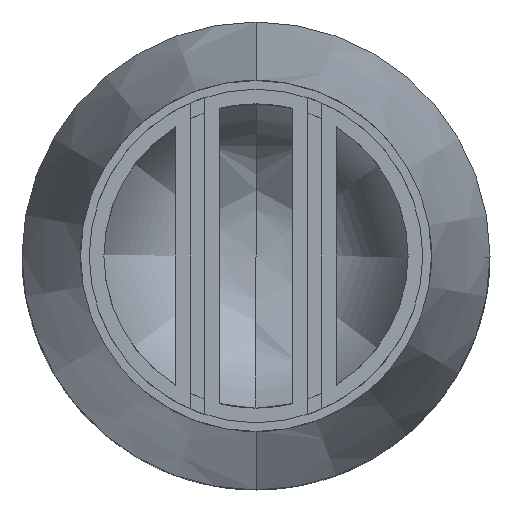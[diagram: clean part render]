
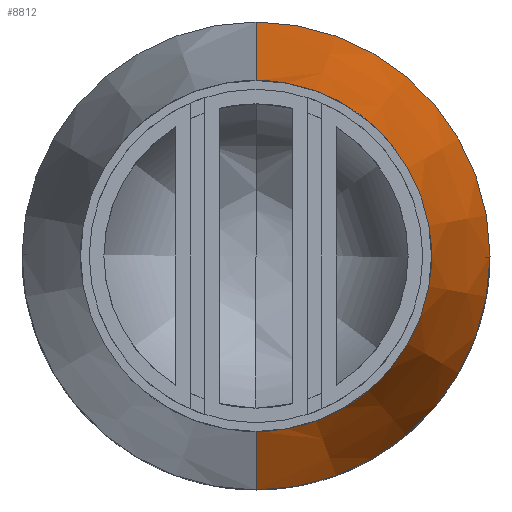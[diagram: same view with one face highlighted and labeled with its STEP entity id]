
A CAD part, front view. The second image highlights one B-rep face of the part: STEP entity #8812.
In plain terms, the highlighted conical face has half-angle 11.31 degrees and reference radius 60 mm.
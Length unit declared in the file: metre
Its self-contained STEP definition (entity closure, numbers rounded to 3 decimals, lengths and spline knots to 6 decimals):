
#243 = VERTEX_POINT ( 'NONE', #10356 ) ;
#461 = ORIENTED_EDGE ( 'NONE', *, *, #5738, .T. ) ;
#2239 = CARTESIAN_POINT ( 'NONE',  ( 0., 0., -0.06 ) ) ;
#3124 = EDGE_CURVE ( 'NONE', #243, #5723, #11829, .T. ) ;
#3576 = DIRECTION ( 'NONE',  ( 0., 0., -1. ) ) ;
#4425 = CIRCLE ( 'NONE', #9534, 0.06 ) ;
#5047 = EDGE_CURVE ( 'NONE', #14633, #5723, #11841, .T. ) ;
#5084 = DIRECTION ( 'NONE',  ( 0., 0., -1. ) ) ;
#5205 = VECTOR ( 'NONE', #9732, 1. ) ;
#5427 = EDGE_CURVE ( 'NONE', #11189, #14633, #4425, .T. ) ;
#5723 = VERTEX_POINT ( 'NONE', #19066 ) ;
#5738 = EDGE_CURVE ( 'NONE', #11189, #243, #7769, .T. ) ;
#6012 = EDGE_LOOP ( 'NONE', ( #10541, #461, #21703, #17590 ) ) ;
#6435 = CARTESIAN_POINT ( 'NONE',  ( 0., 0., 0.06 ) ) ;
#6552 = DIRECTION ( 'NONE',  ( 0., 0.981, 0.196 ) ) ;
#7075 = CARTESIAN_POINT ( 'NONE',  ( 0., 0., 0. ) ) ;
#7769 = LINE ( 'NONE', #2239, #5205 ) ;
#8774 = CARTESIAN_POINT ( 'NONE',  ( 0., 0.1, 0. ) ) ;
#8812 = ADVANCED_FACE ( 'NONE', ( #10622 ), #12018, .T. ) ;
#9138 = DIRECTION ( 'NONE',  ( 0., -1., 0. ) ) ;
#9534 = AXIS2_PLACEMENT_3D ( 'NONE', #16365, #22027, #3576 ) ;
#9732 = DIRECTION ( 'NONE',  ( 0., 0.981, -0.196 ) ) ;
#10356 = CARTESIAN_POINT ( 'NONE',  ( 0., 0.1, -0.08 ) ) ;
#10541 = ORIENTED_EDGE ( 'NONE', *, *, #5427, .F. ) ;
#10622 = FACE_OUTER_BOUND ( 'NONE', #6012, .T. ) ;
#11189 = VERTEX_POINT ( 'NONE', #11777 ) ;
#11777 = CARTESIAN_POINT ( 'NONE',  ( 0., 0., -0.06 ) ) ;
#11829 = CIRCLE ( 'NONE', #20461, 0.08 ) ;
#11841 = LINE ( 'NONE', #6435, #14520 ) ;
#12018 = CONICAL_SURFACE ( 'NONE', #13197, 0.06, 0.197 ) ;
#12658 = CARTESIAN_POINT ( 'NONE',  ( 0., 0., 0.06 ) ) ;
#13197 = AXIS2_PLACEMENT_3D ( 'NONE', #7075, #24258, #16273 ) ;
#14520 = VECTOR ( 'NONE', #6552, 1. ) ;
#14633 = VERTEX_POINT ( 'NONE', #12658 ) ;
#16273 = DIRECTION ( 'NONE',  ( 0., 0., 1. ) ) ;
#16365 = CARTESIAN_POINT ( 'NONE',  ( 0., 0., 0. ) ) ;
#17590 = ORIENTED_EDGE ( 'NONE', *, *, #5047, .F. ) ;
#19066 = CARTESIAN_POINT ( 'NONE',  ( 0., 0.1, 0.08 ) ) ;
#20461 = AXIS2_PLACEMENT_3D ( 'NONE', #8774, #9138, #5084 ) ;
#21703 = ORIENTED_EDGE ( 'NONE', *, *, #3124, .T. ) ;
#22027 = DIRECTION ( 'NONE',  ( 0., -1., 0. ) ) ;
#24258 = DIRECTION ( 'NONE',  ( 0., 1., 0. ) ) ;
